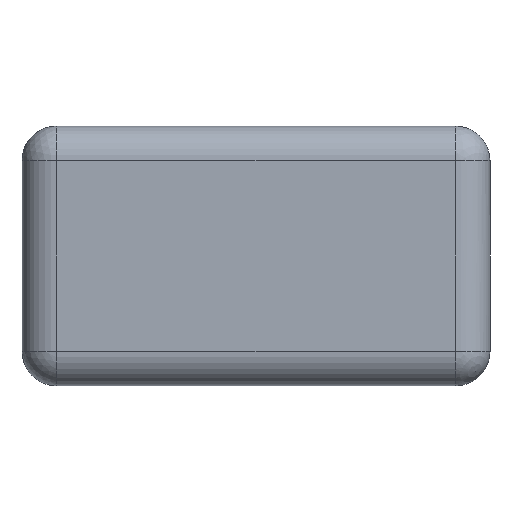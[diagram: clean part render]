
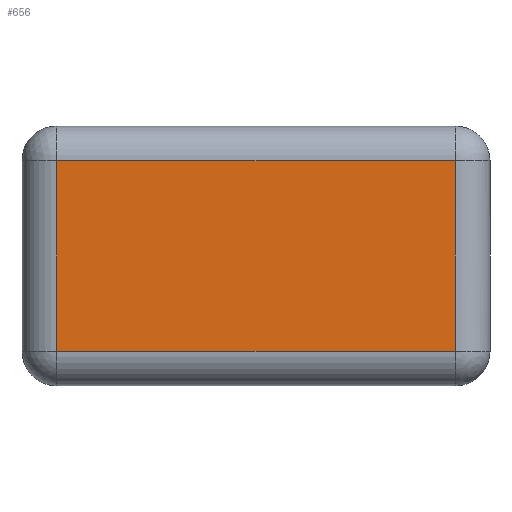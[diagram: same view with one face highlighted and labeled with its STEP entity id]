
A CAD part, left-side view. The second image highlights one B-rep face of the part: STEP entity #656.
In plain terms, the highlighted planar face has unit normal (-1, 0, 0).
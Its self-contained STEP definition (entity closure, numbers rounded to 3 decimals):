
#90=FACE_OUTER_BOUND($,#136,.T.);
#136=EDGE_LOOP($,(#452,#453,#454,#455));
#184=LINE($,#1037,#240);
#185=LINE($,#1041,#241);
#186=LINE($,#1043,#242);
#187=LINE($,#1044,#243);
#240=VECTOR($,#805,0.55);
#241=VECTOR($,#810,1.15);
#242=VECTOR($,#811,0.55);
#243=VECTOR($,#812,1.15);
#296=VERTEX_POINT($,#1034);
#297=VERTEX_POINT($,#1036);
#298=VERTEX_POINT($,#1040);
#299=VERTEX_POINT($,#1042);
#353=EDGE_CURVE($,#296,#297,#184,.T.);
#355=EDGE_CURVE($,#298,#296,#185,.T.);
#356=EDGE_CURVE($,#299,#298,#186,.T.);
#357=EDGE_CURVE($,#297,#299,#187,.T.);
#452=ORIENTED_EDGE($,*,*,#353,.F.);
#453=ORIENTED_EDGE($,*,*,#355,.F.);
#454=ORIENTED_EDGE($,*,*,#356,.F.);
#455=ORIENTED_EDGE($,*,*,#357,.F.);
#637=PLANE($,#711);
#656=ADVANCED_FACE($,(#90),#637,.T.);
#711=AXIS2_PLACEMENT_3D($,#1039,#808,#809);
#805=DIRECTION($,(0.,0.,-1.));
#808=DIRECTION('center_axis',(-1.,0.,0.));
#809=DIRECTION('ref_axis',(0.,0.,1.));
#810=DIRECTION($,(0.,-1.,0.));
#811=DIRECTION($,(0.,0.,1.));
#812=DIRECTION($,(0.,1.,0.));
#1034=CARTESIAN_POINT('',(-1.05,-0.575,0.65));
#1036=CARTESIAN_POINT('',(-1.05,-0.575,0.1));
#1037=CARTESIAN_POINT($,(-1.05,-0.575,0.));
#1039=CARTESIAN_POINT('Origin',(-1.05,-0.675,0.));
#1040=CARTESIAN_POINT('',(-1.05,0.575,0.65));
#1041=CARTESIAN_POINT($,(-1.05,-0.337,0.65));
#1042=CARTESIAN_POINT('',(-1.05,0.575,0.1));
#1043=CARTESIAN_POINT($,(-1.05,0.575,0.));
#1044=CARTESIAN_POINT($,(-1.05,-0.337,0.1));
